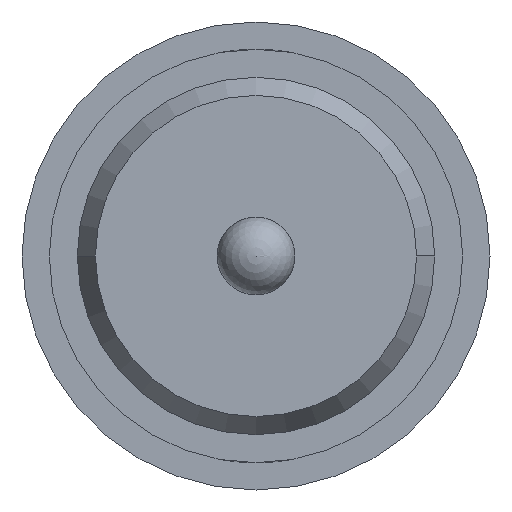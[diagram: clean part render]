
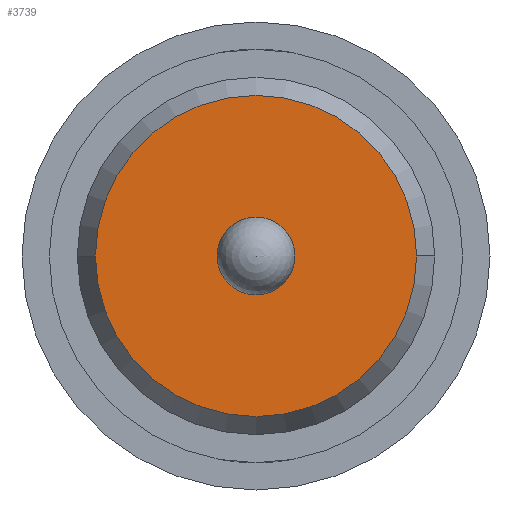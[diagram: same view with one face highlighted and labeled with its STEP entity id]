
A CAD part, front view. The second image highlights one B-rep face of the part: STEP entity #3739.
In plain terms, the highlighted planar face has unit normal (0, -1, 0).
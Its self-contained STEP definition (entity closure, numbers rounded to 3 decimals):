
#82 = DIRECTION ( 'NONE',  ( 0., 0., -1. ) ) ;
#106 = ORIENTED_EDGE ( 'NONE', *, *, #1558, .T. ) ;
#246 = DIRECTION ( 'NONE',  ( 1., 0., 0. ) ) ;
#354 = EDGE_LOOP ( 'NONE', ( #106, #3736 ) ) ;
#584 = VERTEX_POINT ( 'NONE', #1554 ) ;
#657 = ORIENTED_EDGE ( 'NONE', *, *, #1774, .T. ) ;
#775 = ORIENTED_EDGE ( 'NONE', *, *, #1133, .T. ) ;
#829 = DIRECTION ( 'NONE',  ( 0., -1., 0. ) ) ;
#1133 = EDGE_CURVE ( 'Defeature ausgef�hrt2_17+Defeature ausgef�hrt2_14+Defeature ausgef�hrt2_14+Defeature ausgef�hrt2_14', #584, #3881, #1332, .T. ) ;
#1186 = PLANE ( 'NONE',  #4701 ) ;
#1317 = CIRCLE ( 'NONE', #3463, 1.03 ) ;
#1332 = CIRCLE ( 'NONE', #2465, 0.25 ) ;
#1366 = VERTEX_POINT ( 'NONE', #1901 ) ;
#1378 = DIRECTION ( 'NONE',  ( 0., 1., 0. ) ) ;
#1539 = DIRECTION ( 'NONE',  ( 0., 1., 0. ) ) ;
#1554 = CARTESIAN_POINT ( 'NONE',  ( 0., -28.6, 0.25 ) ) ;
#1558 = EDGE_CURVE ( 'Defeature ausgef�hrt2_17+Defeature ausgef�hrt2_16+Defeature ausgef�hrt2_16+Defeature ausgef�hrt2_16', #1366, #3089, #4374, .T. ) ;
#1675 = EDGE_LOOP ( 'NONE', ( #775, #657 ) ) ;
#1677 = CARTESIAN_POINT ( 'NONE',  ( 0., -28.6, 0. ) ) ;
#1706 = DIRECTION ( 'NONE',  ( 0., -1., 0. ) ) ;
#1708 = FACE_OUTER_BOUND ( 'NONE', #354, .T. ) ;
#1774 = EDGE_CURVE ( 'Defeature ausgef�hrt2_17+Defeature ausgef�hrt2_14+Defeature ausgef�hrt2_14+Defeature ausgef�hrt2_14', #3881, #584, #3340, .T. ) ;
#1901 = CARTESIAN_POINT ( 'NONE',  ( -1.03, -28.6, 0. ) ) ;
#2126 = DIRECTION ( 'NONE',  ( 0., 0., -1. ) ) ;
#2465 = AXIS2_PLACEMENT_3D ( 'NONE', #4292, #1378, #2126 ) ;
#2675 = FACE_BOUND ( 'NONE', #1675, .T. ) ;
#2790 = CARTESIAN_POINT ( 'NONE',  ( 0., -28.6, -0.25 ) ) ;
#3089 = VERTEX_POINT ( 'NONE', #4072 ) ;
#3340 = CIRCLE ( 'NONE', #4047, 0.25 ) ;
#3418 = CARTESIAN_POINT ( 'NONE',  ( 0., -28.6, 0. ) ) ;
#3463 = AXIS2_PLACEMENT_3D ( 'NONE', #3726, #3684, #4389 ) ;
#3613 = EDGE_CURVE ( 'Defeature ausgef�hrt2_17+Defeature ausgef�hrt2_16+Defeature ausgef�hrt2_16+Defeature ausgef�hrt2_16', #3089, #1366, #1317, .T. ) ;
#3620 = AXIS2_PLACEMENT_3D ( 'NONE', #1677, #1706, #246 ) ;
#3684 = DIRECTION ( 'NONE',  ( 0., -1., 0. ) ) ;
#3726 = CARTESIAN_POINT ( 'NONE',  ( 0., -28.6, 0. ) ) ;
#3736 = ORIENTED_EDGE ( 'NONE', *, *, #3613, .T. ) ;
#3739 = ADVANCED_FACE ( 'Defeature ausgef�hrt2_17', ( #2675, #1708 ), #1186, .T. ) ;
#3758 = DIRECTION ( 'NONE',  ( 1., 0., 0. ) ) ;
#3791 = CARTESIAN_POINT ( 'NONE',  ( -1.145, -28.6, 0. ) ) ;
#3881 = VERTEX_POINT ( 'NONE', #2790 ) ;
#4047 = AXIS2_PLACEMENT_3D ( 'NONE', #3418, #1539, #82 ) ;
#4072 = CARTESIAN_POINT ( 'NONE',  ( 1.03, -28.6, 0. ) ) ;
#4292 = CARTESIAN_POINT ( 'NONE',  ( 0., -28.6, 0. ) ) ;
#4374 = CIRCLE ( 'NONE', #3620, 1.03 ) ;
#4389 = DIRECTION ( 'NONE',  ( 1., 0., 0. ) ) ;
#4701 = AXIS2_PLACEMENT_3D ( 'NONE', #3791, #829, #3758 ) ;
